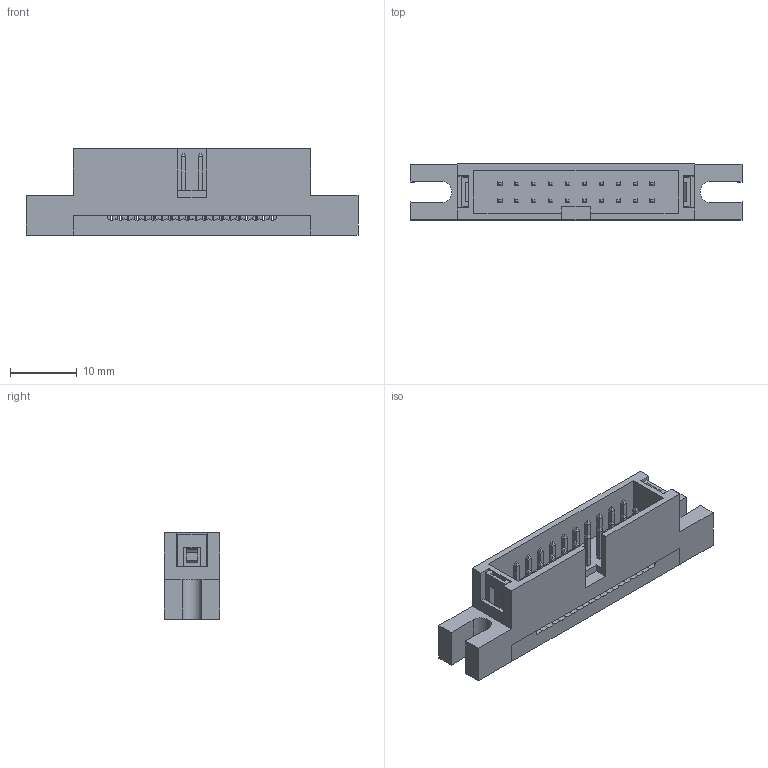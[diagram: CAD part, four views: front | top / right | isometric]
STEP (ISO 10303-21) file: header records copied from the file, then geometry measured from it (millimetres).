
FILE_DESCRIPTION( ( 'Unknown' ), '1' );
FILE_NAME( '61202025921.stp', 'Unknown', ( 'Unknown' ), ( 'Unknown' ), 'PSStep 14.0', 'Unknown', ' ' );
FILE_SCHEMA( ( 'AUTOMOTIVE_DESIGN { 1 0 10303 214 1 1 1 1 }' ) );
Length unit declared in the file: millimetre
Products named in the file (4): Assem1; 6120xx25921_PIN; 61202025921; 61202025921_PAD
Assembly tree (22 placements, depth 2):
  Assem1
    6120xx25921_PIN  x20
    61202025921
    61202025921_PAD
Bounding box: 49.9 x 8.4 x 13 mm (x, y, z)
Volume: 2844.9 mm3; surface area: 4862.6 mm2
Topology: 22 solids, 22 shells, 916 faces, 2408 edges, 1536 vertices
Faces by surface type: plane 814, cylinder 102
Entity records: 18195 total; most frequent: CARTESIAN_POINT 2603, ORIENTED_EDGE 2574, DIRECTION 2307, EDGE_CURVE 1287, LINE 1195, VECTOR 1195, VERTEX_POINT 852, AXIS2_PLACEMENT_3D 556
